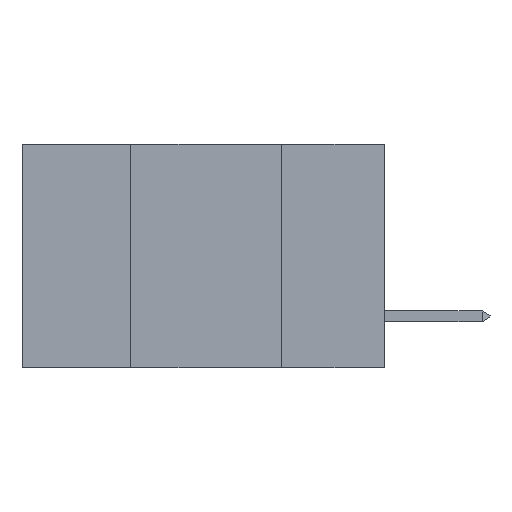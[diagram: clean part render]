
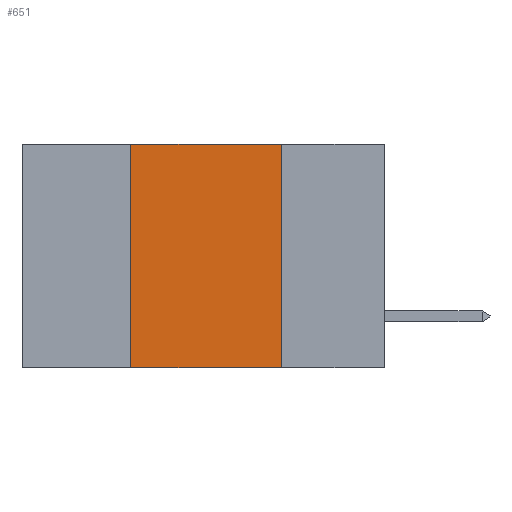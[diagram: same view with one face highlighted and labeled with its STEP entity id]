
A CAD part, left-side view. The second image highlights one B-rep face of the part: STEP entity #651.
In plain terms, the highlighted planar face has unit normal (-1, 0, 0).
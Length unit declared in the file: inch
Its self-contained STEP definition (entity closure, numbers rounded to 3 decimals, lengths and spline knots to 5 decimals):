
#651 = ADVANCED_FACE ( 'NONE', ( #15889 ), #11071, .F. ) ;
#992 = ORIENTED_EDGE ( 'NONE', *, *, #26689, .T. ) ;
#1095 = DIRECTION ( 'NONE',  ( 0., 0., 1. ) ) ;
#1560 = VECTOR ( 'NONE', #14917, 39.37008 ) ;
#1713 = LINE ( 'NONE', #4435, #24329 ) ;
#2538 = ORIENTED_EDGE ( 'NONE', *, *, #19350, .F. ) ;
#4435 = CARTESIAN_POINT ( 'NONE',  ( 0., 0.6, -0.37 ) ) ;
#5175 = VECTOR ( 'NONE', #24283, 39.37008 ) ;
#6409 = VERTEX_POINT ( 'NONE', #22924 ) ;
#7505 = EDGE_CURVE ( 'NONE', #23679, #15694, #12676, .T. ) ;
#7690 = CARTESIAN_POINT ( 'NONE',  ( 0., 0.17, 0. ) ) ;
#9167 = CARTESIAN_POINT ( 'NONE',  ( 0., 0.42, 0. ) ) ;
#11071 = PLANE ( 'NONE',  #24019 ) ;
#11500 = CARTESIAN_POINT ( 'NONE',  ( 0., 0.6, 0. ) ) ;
#12676 = LINE ( 'NONE', #24421, #5175 ) ;
#13503 = EDGE_LOOP ( 'NONE', ( #14269, #22762, #2538, #992 ) ) ;
#14269 = ORIENTED_EDGE ( 'NONE', *, *, #23481, .F. ) ;
#14917 = DIRECTION ( 'NONE',  ( 0., 0., -1. ) ) ;
#15361 = CARTESIAN_POINT ( 'NONE',  ( 0., 0.17, 0. ) ) ;
#15694 = VERTEX_POINT ( 'NONE', #7690 ) ;
#15889 = FACE_OUTER_BOUND ( 'NONE', #13503, .T. ) ;
#17317 = LINE ( 'NONE', #15361, #1560 ) ;
#17402 = CARTESIAN_POINT ( 'NONE',  ( 0., 0.42, 0. ) ) ;
#19350 = EDGE_CURVE ( 'NONE', #6409, #23679, #26270, .T. ) ;
#20748 = DIRECTION ( 'NONE',  ( 0., -1., 0. ) ) ;
#21050 = CARTESIAN_POINT ( 'NONE',  ( 0., 0.17, -0.37 ) ) ;
#22762 = ORIENTED_EDGE ( 'NONE', *, *, #7505, .F. ) ;
#22924 = CARTESIAN_POINT ( 'NONE',  ( 0., 0.42, -0.37 ) ) ;
#23481 = EDGE_CURVE ( 'NONE', #15694, #29421, #17317, .T. ) ;
#23679 = VERTEX_POINT ( 'NONE', #9167 ) ;
#24019 = AXIS2_PLACEMENT_3D ( 'NONE', #11500, #27619, #24910 ) ;
#24283 = DIRECTION ( 'NONE',  ( 0., -1., 0. ) ) ;
#24329 = VECTOR ( 'NONE', #20748, 39.37008 ) ;
#24421 = CARTESIAN_POINT ( 'NONE',  ( 0., 0.6, 0. ) ) ;
#24910 = DIRECTION ( 'NONE',  ( 0., 0., -1. ) ) ;
#26270 = LINE ( 'NONE', #17402, #29028 ) ;
#26689 = EDGE_CURVE ( 'NONE', #6409, #29421, #1713, .T. ) ;
#27619 = DIRECTION ( 'NONE',  ( 1., 0., 0. ) ) ;
#29028 = VECTOR ( 'NONE', #1095, 39.37008 ) ;
#29421 = VERTEX_POINT ( 'NONE', #21050 ) ;
